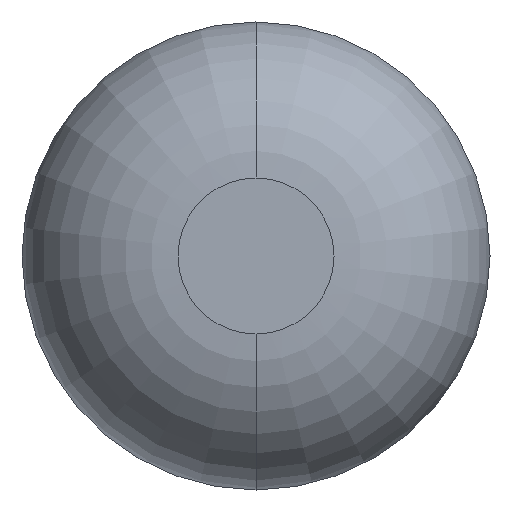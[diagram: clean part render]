
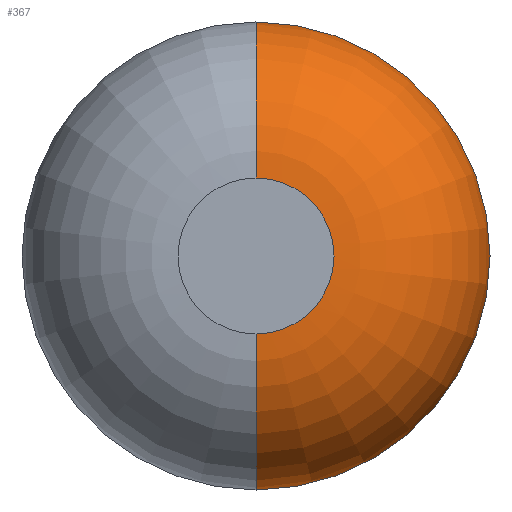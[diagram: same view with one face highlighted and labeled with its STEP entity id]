
A CAD part, front view. The second image highlights one B-rep face of the part: STEP entity #367.
In plain terms, the highlighted toroidal (fillet/blend) face has major radius 1.587 mm and minor radius 3.175 mm.
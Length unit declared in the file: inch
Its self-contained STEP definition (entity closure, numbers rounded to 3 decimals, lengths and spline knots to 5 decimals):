
#4 = ORIENTED_EDGE ( 'NONE', *, *, #256, .F. ) ;
#7 = AXIS2_PLACEMENT_3D ( 'NONE', #189, #17, #139 ) ;
#15 = FACE_OUTER_BOUND ( 'NONE', #51, .T. ) ;
#17 = DIRECTION ( 'NONE',  ( 0., -1., 0. ) ) ;
#39 = ORIENTED_EDGE ( 'NONE', *, *, #98, .F. ) ;
#43 = DIRECTION ( 'NONE',  ( 0., -1., 0. ) ) ;
#48 = DIRECTION ( 'NONE',  ( 0., 0., -1. ) ) ;
#51 = EDGE_LOOP ( 'NONE', ( #236, #293, #4, #39 ) ) ;
#66 = VERTEX_POINT ( 'NONE', #319 ) ;
#90 = CARTESIAN_POINT ( 'NONE',  ( 0., 0.125, -0.0625 ) ) ;
#91 = DIRECTION ( 'NONE',  ( -1., 0., 0. ) ) ;
#98 = EDGE_CURVE ( 'NONE', #66, #132, #147, .T. ) ;
#113 = CARTESIAN_POINT ( 'NONE',  ( 0., 0.125, 0. ) ) ;
#122 = DIRECTION ( 'NONE',  ( 1., 0., 0. ) ) ;
#132 = VERTEX_POINT ( 'NONE', #276 ) ;
#139 = DIRECTION ( 'NONE',  ( 0., 0., -1. ) ) ;
#147 = CIRCLE ( 'NONE', #223, 0.125 ) ;
#153 = CARTESIAN_POINT ( 'NONE',  ( 0., 0., 0. ) ) ;
#158 = DIRECTION ( 'NONE',  ( 0., 0., 1. ) ) ;
#164 = VERTEX_POINT ( 'NONE', #332 ) ;
#174 = CIRCLE ( 'NONE', #224, 0.0625 ) ;
#184 = EDGE_CURVE ( 'NONE', #66, #202, #299, .T. ) ;
#189 = CARTESIAN_POINT ( 'NONE',  ( 0., 0.125, 0. ) ) ;
#195 = TOROIDAL_SURFACE ( 'NONE', #273, 0.0625, 0.125 ) ;
#202 = VERTEX_POINT ( 'NONE', #392 ) ;
#214 = EDGE_CURVE ( 'NONE', #202, #164, #300, .T. ) ;
#217 = CARTESIAN_POINT ( 'NONE',  ( 0., 0.125, 0.0625 ) ) ;
#223 = AXIS2_PLACEMENT_3D ( 'NONE', #90, #91, #158 ) ;
#224 = AXIS2_PLACEMENT_3D ( 'NONE', #153, #302, #397 ) ;
#236 = ORIENTED_EDGE ( 'NONE', *, *, #184, .T. ) ;
#248 = DIRECTION ( 'NONE',  ( 0., 0., -1. ) ) ;
#256 = EDGE_CURVE ( 'NONE', #132, #164, #174, .T. ) ;
#273 = AXIS2_PLACEMENT_3D ( 'NONE', #113, #43, #48 ) ;
#276 = CARTESIAN_POINT ( 'NONE',  ( 0., 0., -0.0625 ) ) ;
#287 = AXIS2_PLACEMENT_3D ( 'NONE', #217, #122, #248 ) ;
#293 = ORIENTED_EDGE ( 'NONE', *, *, #214, .T. ) ;
#299 = CIRCLE ( 'NONE', #7, 0.1875 ) ;
#300 = CIRCLE ( 'NONE', #287, 0.125 ) ;
#302 = DIRECTION ( 'NONE',  ( 0., -1., 0. ) ) ;
#319 = CARTESIAN_POINT ( 'NONE',  ( 0., 0.125, -0.1875 ) ) ;
#332 = CARTESIAN_POINT ( 'NONE',  ( 0., 0., 0.0625 ) ) ;
#367 = ADVANCED_FACE ( 'NONE', ( #15 ), #195, .T. ) ;
#392 = CARTESIAN_POINT ( 'NONE',  ( 0., 0.125, 0.1875 ) ) ;
#397 = DIRECTION ( 'NONE',  ( 0., 0., -1. ) ) ;
